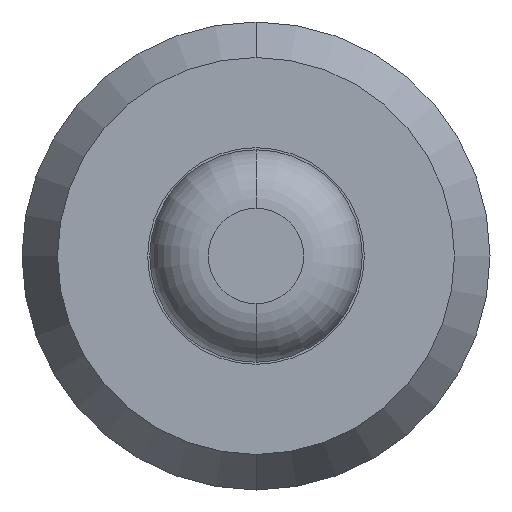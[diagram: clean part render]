
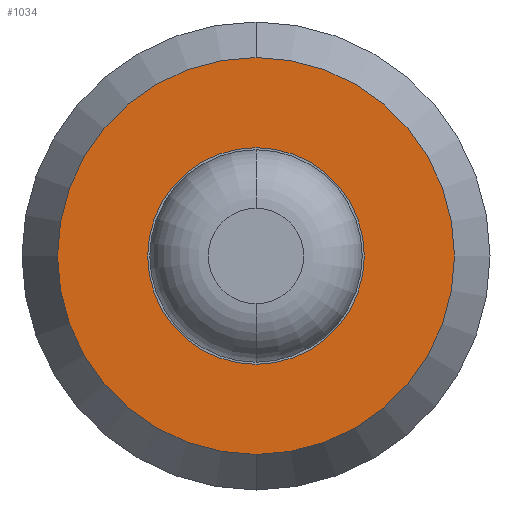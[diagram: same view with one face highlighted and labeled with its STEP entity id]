
A CAD part, front view. The second image highlights one B-rep face of the part: STEP entity #1034.
In plain terms, the highlighted planar face has unit normal (0, -1, 0).
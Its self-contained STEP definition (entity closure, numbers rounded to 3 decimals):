
#114 = AXIS2_PLACEMENT_3D ( 'NONE', #2807, #2838, #1102 ) ;
#171 = ORIENTED_EDGE ( 'NONE', *, *, #2494, .T. ) ;
#306 = EDGE_CURVE ( 'Defeature ausgef�hrt1_11+Defeature ausgef�hrt1_10+Defeature ausgef�hrt1_10+Defeature ausgef�hrt1_10', #1990, #4151, #801, .T. ) ;
#554 = DIRECTION ( 'NONE',  ( 0., 0., 1. ) ) ;
#595 = DIRECTION ( 'NONE',  ( 0., 1., 0. ) ) ;
#661 = EDGE_LOOP ( 'NONE', ( #900, #3980 ) ) ;
#801 = CIRCLE ( 'NONE', #4187, 0.645 ) ;
#900 = ORIENTED_EDGE ( 'NONE', *, *, #306, .F. ) ;
#1034 = ADVANCED_FACE ( 'Defeature ausgef�hrt1_10', ( #1257, #3721 ), #2654, .F. ) ;
#1102 = DIRECTION ( 'NONE',  ( 0., 0., 1. ) ) ;
#1230 = DIRECTION ( 'NONE',  ( 0., 1., 0. ) ) ;
#1251 = AXIS2_PLACEMENT_3D ( 'NONE', #1939, #595, #3914 ) ;
#1257 = FACE_OUTER_BOUND ( 'NONE', #661, .T. ) ;
#1309 = CARTESIAN_POINT ( 'NONE',  ( 0.645, 2.8, 0. ) ) ;
#1368 = DIRECTION ( 'NONE',  ( 0., 1., 0. ) ) ;
#1400 = DIRECTION ( 'NONE',  ( 0., 0., 1. ) ) ;
#1549 = CIRCLE ( 'NONE', #3127, 0.645 ) ;
#1939 = CARTESIAN_POINT ( 'NONE',  ( 0., 2.8, 0. ) ) ;
#1946 = CIRCLE ( 'NONE', #1251, 0.255 ) ;
#1981 = DIRECTION ( 'NONE',  ( 0., 1., 0. ) ) ;
#1990 = VERTEX_POINT ( 'NONE', #2927 ) ;
#2074 = CIRCLE ( 'NONE', #114, 0.255 ) ;
#2327 = DIRECTION ( 'NONE',  ( 0., 0., 1. ) ) ;
#2328 = CARTESIAN_POINT ( 'NONE',  ( 0., 2.8, -0.645 ) ) ;
#2393 = CARTESIAN_POINT ( 'NONE',  ( 0., 2.8, -0.255 ) ) ;
#2410 = CARTESIAN_POINT ( 'NONE',  ( 0., 2.8, 0.255 ) ) ;
#2435 = VERTEX_POINT ( 'NONE', #2410 ) ;
#2494 = EDGE_CURVE ( 'Defeature ausgef�hrt1_10+Defeature ausgef�hrt1_9+Defeature ausgef�hrt1_9+Defeature ausgef�hrt1_9', #4001, #2435, #2074, .T. ) ;
#2597 = EDGE_CURVE ( 'Defeature ausgef�hrt1_11+Defeature ausgef�hrt1_10+Defeature ausgef�hrt1_10+Defeature ausgef�hrt1_10', #4151, #1990, #1549, .T. ) ;
#2654 = PLANE ( 'NONE',  #2899 ) ;
#2807 = CARTESIAN_POINT ( 'NONE',  ( 0., 2.8, 0. ) ) ;
#2838 = DIRECTION ( 'NONE',  ( 0., 1., 0. ) ) ;
#2849 = CARTESIAN_POINT ( 'NONE',  ( 0., 2.8, 0. ) ) ;
#2899 = AXIS2_PLACEMENT_3D ( 'NONE', #1309, #1981, #2327 ) ;
#2927 = CARTESIAN_POINT ( 'NONE',  ( 0., 2.8, 0.645 ) ) ;
#3043 = CARTESIAN_POINT ( 'NONE',  ( 0., 2.8, 0. ) ) ;
#3127 = AXIS2_PLACEMENT_3D ( 'NONE', #2849, #1230, #554 ) ;
#3189 = EDGE_LOOP ( 'NONE', ( #3323, #171 ) ) ;
#3323 = ORIENTED_EDGE ( 'NONE', *, *, #3845, .T. ) ;
#3721 = FACE_BOUND ( 'NONE', #3189, .T. ) ;
#3845 = EDGE_CURVE ( 'Defeature ausgef�hrt1_10+Defeature ausgef�hrt1_9+Defeature ausgef�hrt1_9+Defeature ausgef�hrt1_9', #2435, #4001, #1946, .T. ) ;
#3914 = DIRECTION ( 'NONE',  ( 0., 0., 1. ) ) ;
#3980 = ORIENTED_EDGE ( 'NONE', *, *, #2597, .F. ) ;
#4001 = VERTEX_POINT ( 'NONE', #2393 ) ;
#4151 = VERTEX_POINT ( 'NONE', #2328 ) ;
#4187 = AXIS2_PLACEMENT_3D ( 'NONE', #3043, #1368, #1400 ) ;
